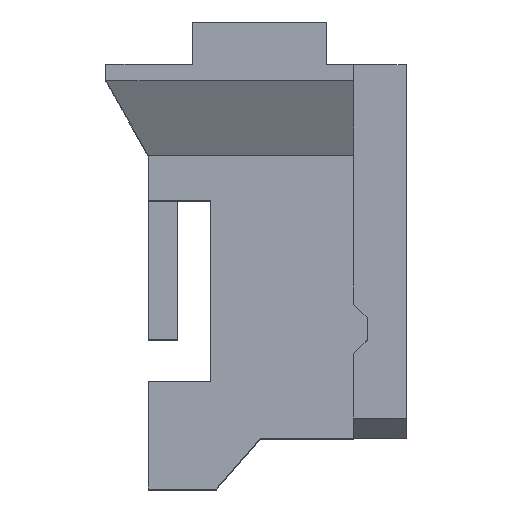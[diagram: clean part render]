
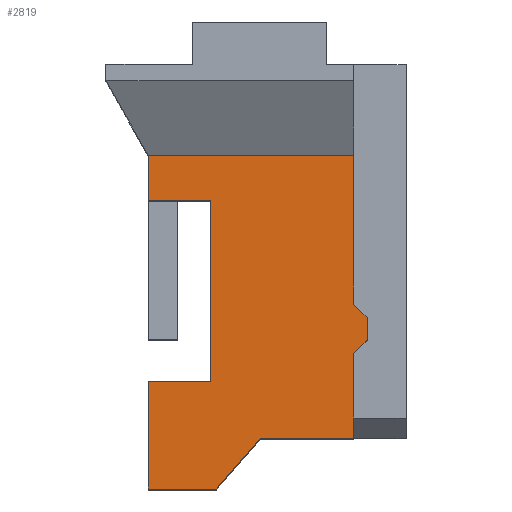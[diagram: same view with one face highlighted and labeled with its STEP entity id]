
A CAD part, top view. The second image highlights one B-rep face of the part: STEP entity #2819.
In plain terms, the highlighted planar face has unit normal (0, 0, 1).
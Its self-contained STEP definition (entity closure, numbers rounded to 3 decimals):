
#154=CARTESIAN_POINT('',(-1.615,4.318,4.265));
#155=VERTEX_POINT('',#154);
#162=CARTESIAN_POINT('',(-1.615,5.004,4.265));
#163=VERTEX_POINT('',#162);
#164=CARTESIAN_POINT('',(-1.615,5.004,4.265));
#165=DIRECTION('',(0.0,-1.0,0.0));
#166=VECTOR('',#165,1.0);
#167=LINE('',#164,#166);
#168=EDGE_CURVE('n� 694',#163,#155,#167,.T.);
#1991=CARTESIAN_POINT('',(-0.595,0.0,4.265));
#1992=VERTEX_POINT('',#1991);
#1999=CARTESIAN_POINT('',(-1.615,0.0,4.265));
#2000=VERTEX_POINT('',#1999);
#2001=CARTESIAN_POINT('',(-2.25,0.0,4.265));
#2002=DIRECTION('',(1.0,0.0,0.0));
#2003=VECTOR('',#2002,1.0);
#2004=LINE('',#2001,#2003);
#2005=EDGE_CURVE('n� 783',#2000,#1992,#2004,.T.);
#2029=CARTESIAN_POINT('',(0.066,0.762,4.265));
#2030=VERTEX_POINT('',#2029);
#2037=CARTESIAN_POINT('',(-0.595,0.0,4.265));
#2038=DIRECTION('',(0.655,0.756,0.0));
#2039=VECTOR('',#2038,1.0);
#2040=LINE('',#2037,#2039);
#2041=EDGE_CURVE('n� 766',#1992,#2030,#2040,.T.);
#2154=CARTESIAN_POINT('',(1.463,0.762,4.265));
#2155=VERTEX_POINT('',#2154);
#2164=CARTESIAN_POINT('',(0.066,0.762,4.265));
#2165=DIRECTION('',(1.0,0.0,0.0));
#2166=VECTOR('',#2165,1.0);
#2167=LINE('',#2164,#2166);
#2168=EDGE_CURVE('n� 767',#2030,#2155,#2167,.T.);
#2391=CARTESIAN_POINT('',(-1.615,1.613,4.265));
#2392=VERTEX_POINT('',#2391);
#2393=CARTESIAN_POINT('',(-1.615,5.004,4.265));
#2394=DIRECTION('',(0.0,-1.0,0.0));
#2395=VECTOR('',#2394,1.0);
#2396=LINE('',#2393,#2395);
#2397=EDGE_CURVE('n� 3711',#2392,#2000,#2396,.T.);
#2722=CARTESIAN_POINT('',(1.463,5.004,4.265));
#2723=VERTEX_POINT('',#2722);
#2724=CARTESIAN_POINT('',(-2.25,5.004,4.265));
#2725=DIRECTION('',(1.0,0.0,0.0));
#2726=VECTOR('',#2725,1.0);
#2727=LINE('',#2724,#2726);
#2728=EDGE_CURVE('n� 782',#163,#2723,#2727,.T.);
#2746=CARTESIAN_POINT('',(-0.675,1.613,4.265));
#2747=VERTEX_POINT('',#2746);
#2748=CARTESIAN_POINT('',(-0.675,4.318,4.265));
#2749=VERTEX_POINT('',#2748);
#2750=CARTESIAN_POINT('',(-0.675,4.318,4.265));
#2751=DIRECTION('',(0.0,1.0,0.0));
#2752=VECTOR('',#2751,1.0);
#2753=LINE('',#2750,#2752);
#2754=EDGE_CURVE('n� 3748',#2747,#2749,#2753,.T.);
#2755=ORIENTED_EDGE('',*,*,#2754,.F.);
#2756=CARTESIAN_POINT('',(-0.675,1.613,4.265));
#2757=DIRECTION('',(-1.0,0.0,0.0));
#2758=VECTOR('',#2757,1.0);
#2759=LINE('',#2756,#2758);
#2760=EDGE_CURVE('n� 3739',#2747,#2392,#2759,.T.);
#2761=ORIENTED_EDGE('',*,*,#2760,.T.);
#2762=ORIENTED_EDGE('',*,*,#2397,.T.);
#2763=ORIENTED_EDGE('',*,*,#2005,.T.);
#2764=ORIENTED_EDGE('',*,*,#2041,.T.);
#2765=ORIENTED_EDGE('',*,*,#2168,.T.);
#2766=CARTESIAN_POINT('',(1.463,2.032,4.265));
#2767=VERTEX_POINT('',#2766);
#2768=CARTESIAN_POINT('',(1.463,0.0,4.265));
#2769=DIRECTION('',(0.0,1.0,0.0));
#2770=VECTOR('',#2769,1.0);
#2771=LINE('',#2768,#2770);
#2772=EDGE_CURVE('n� 1562',#2155,#2767,#2771,.T.);
#2773=ORIENTED_EDGE('',*,*,#2772,.T.);
#2774=CARTESIAN_POINT('',(1.666,2.235,4.265));
#2775=VERTEX_POINT('',#2774);
#2776=CARTESIAN_POINT('',(1.463,2.032,4.265));
#2777=DIRECTION('',(0.707,0.707,0.0));
#2778=VECTOR('',#2777,1.0);
#2779=LINE('',#2776,#2778);
#2780=EDGE_CURVE('n� 2940',#2767,#2775,#2779,.T.);
#2781=ORIENTED_EDGE('',*,*,#2780,.T.);
#2782=CARTESIAN_POINT('',(1.666,2.569,4.265));
#2783=VERTEX_POINT('',#2782);
#2784=CARTESIAN_POINT('',(1.666,2.569,4.265));
#2785=DIRECTION('',(0.0,1.0,0.0));
#2786=VECTOR('',#2785,1.0);
#2787=LINE('',#2784,#2786);
#2788=EDGE_CURVE('n� 2943',#2775,#2783,#2787,.T.);
#2789=ORIENTED_EDGE('',*,*,#2788,.T.);
#2790=CARTESIAN_POINT('',(1.463,2.772,4.265));
#2791=VERTEX_POINT('',#2790);
#2792=CARTESIAN_POINT('',(1.463,2.772,4.265));
#2793=DIRECTION('',(-0.707,0.707,0.0));
#2794=VECTOR('',#2793,1.0);
#2795=LINE('',#2792,#2794);
#2796=EDGE_CURVE('n� 2934',#2783,#2791,#2795,.T.);
#2797=ORIENTED_EDGE('',*,*,#2796,.T.);
#2798=CARTESIAN_POINT('',(1.463,0.0,4.265));
#2799=DIRECTION('',(0.0,1.0,0.0));
#2800=VECTOR('',#2799,1.0);
#2801=LINE('',#2798,#2800);
#2802=EDGE_CURVE('n� 2900',#2791,#2723,#2801,.T.);
#2803=ORIENTED_EDGE('',*,*,#2802,.T.);
#2804=ORIENTED_EDGE('',*,*,#2728,.F.);
#2805=ORIENTED_EDGE('',*,*,#168,.T.);
#2806=CARTESIAN_POINT('',(-0.675,4.318,4.265));
#2807=DIRECTION('',(-1.0,0.0,0.0));
#2808=VECTOR('',#2807,1.0);
#2809=LINE('',#2806,#2808);
#2810=EDGE_CURVE('n� 3751',#2749,#155,#2809,.T.);
#2811=ORIENTED_EDGE('',*,*,#2810,.F.);
#2812=EDGE_LOOP('',(
    #2755,#2761,#2762,#2763,#2764,#2765,#2773,#2781,#2789,#2797,
    #2803,#2804,#2805,#2811));
#2813=FACE_OUTER_BOUND('',#2812,.T.);
#2814=CARTESIAN_POINT('',(-2.25,0.0,4.265));
#2815=DIRECTION('',(0.0,0.0,-1.0));
#2816=DIRECTION('',(-1.0,0.0,0.0));
#2817=AXIS2_PLACEMENT_3D('',#2814,#2815,#2816);
#2818=PLANE('',#2817);
#2819=ADVANCED_FACE('n� 851',(#2813),#2818,.F.);
